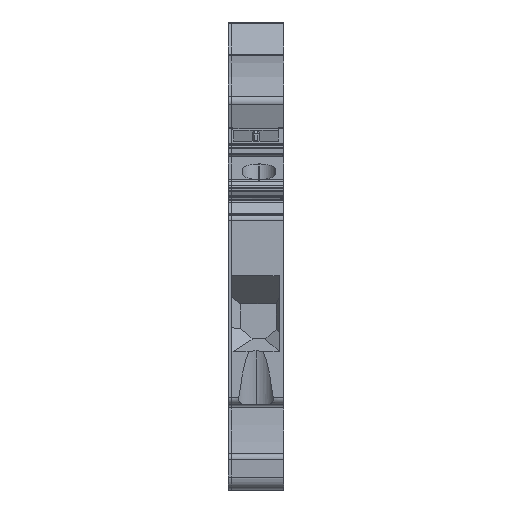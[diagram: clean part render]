
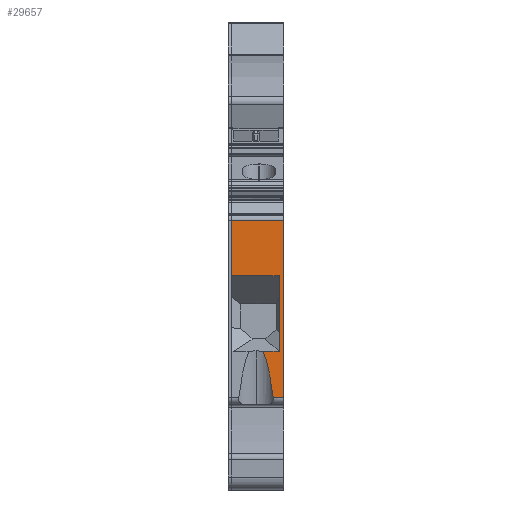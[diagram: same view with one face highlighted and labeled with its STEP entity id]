
A CAD part, front view. The second image highlights one B-rep face of the part: STEP entity #29657.
In plain terms, the highlighted planar face has unit normal (0, -1, 0).
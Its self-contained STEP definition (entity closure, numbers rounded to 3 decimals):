
#29596=AXIS2_PLACEMENT_3D('Plane Axis2P3D',#29593,#29594,#29595) ;
#22447=CARTESIAN_POINT('Vertex',(8.1,-0.001,39.214)) ;
#22450=CARTESIAN_POINT('Line Origine',(8.1,-0.001,26.332)) ;
#22454=CARTESIAN_POINT('Vertex',(8.1,-0.001,13.45)) ;
#29573=CARTESIAN_POINT('Line Origine',(4.05,-0.001,39.214)) ;
#29577=CARTESIAN_POINT('Vertex',(0.5,-0.001,39.214)) ;
#29593=CARTESIAN_POINT('Axis2P3D Location',(0.,-0.001,39.214)) ;
#29598=CARTESIAN_POINT('Line Origine',(3.95,-0.001,31.108)) ;
#29602=CARTESIAN_POINT('Vertex',(7.4,-0.001,31.108)) ;
#29604=CARTESIAN_POINT('Vertex',(0.5,-0.001,31.108)) ;
#29607=CARTESIAN_POINT('Line Origine',(7.4,-0.001,25.624)) ;
#29611=CARTESIAN_POINT('Vertex',(7.4,-0.001,20.14)) ;
#29614=CARTESIAN_POINT('Line Origine',(6.225,-0.001,20.14)) ;
#29618=CARTESIAN_POINT('Vertex',(5.049,-0.001,20.14)) ;
#29622=CARTESIAN_POINT('Control Point',(5.049,-0.001,20.14)) ;
#29623=CARTESIAN_POINT('Control Point',(5.239,-0.001,19.754)) ;
#29624=CARTESIAN_POINT('Control Point',(5.388,-0.001,19.348)) ;
#29625=CARTESIAN_POINT('Control Point',(5.519,-0.001,18.945)) ;
#29626=CARTESIAN_POINT('Control Point',(5.767,-0.001,18.07)) ;
#29627=CARTESIAN_POINT('Control Point',(5.964,-0.001,17.183)) ;
#29628=CARTESIAN_POINT('Control Point',(6.058,-0.001,16.716)) ;
#29629=CARTESIAN_POINT('Control Point',(6.227,-0.001,15.783)) ;
#29630=CARTESIAN_POINT('Control Point',(6.368,-0.001,14.846)) ;
#29631=CARTESIAN_POINT('Control Point',(6.431,-0.001,14.381)) ;
#29632=CARTESIAN_POINT('Control Point',(6.49,-0.001,13.916)) ;
#29633=CARTESIAN_POINT('Control Point',(6.544,-0.001,13.45)) ;
#29634=CARTESIAN_POINT('Vertex',(6.544,-0.001,13.45)) ;
#29637=CARTESIAN_POINT('Line Origine',(7.322,-0.001,13.45)) ;
#29642=CARTESIAN_POINT('Line Origine',(0.5,-0.001,35.161)) ;
#22451=DIRECTION('Vector Direction',(0.,0.,-1.)) ;
#29574=DIRECTION('Vector Direction',(1.,0.,0.)) ;
#29594=DIRECTION('Axis2P3D Direction',(0.,-1.,0.)) ;
#29595=DIRECTION('Axis2P3D XDirection',(0.,0.,-1.)) ;
#29599=DIRECTION('Vector Direction',(-1.,0.,0.)) ;
#29608=DIRECTION('Vector Direction',(0.,0.,-1.)) ;
#29615=DIRECTION('Vector Direction',(-1.,0.,0.)) ;
#29638=DIRECTION('Vector Direction',(1.,0.,0.)) ;
#29643=DIRECTION('Vector Direction',(0.,0.,-1.)) ;
#22452=VECTOR('Line Direction',#22451,1.) ;
#29575=VECTOR('Line Direction',#29574,1.) ;
#29600=VECTOR('Line Direction',#29599,1.) ;
#29609=VECTOR('Line Direction',#29608,1.) ;
#29616=VECTOR('Line Direction',#29615,1.) ;
#29639=VECTOR('Line Direction',#29638,1.) ;
#29644=VECTOR('Line Direction',#29643,1.) ;
#29648=ORIENTED_EDGE('',*,*,#29606,.F.) ;
#29649=ORIENTED_EDGE('',*,*,#29613,.T.) ;
#29650=ORIENTED_EDGE('',*,*,#29620,.T.) ;
#29651=ORIENTED_EDGE('',*,*,#29636,.T.) ;
#29652=ORIENTED_EDGE('',*,*,#29641,.T.) ;
#29653=ORIENTED_EDGE('',*,*,#22456,.F.) ;
#29654=ORIENTED_EDGE('',*,*,#29579,.F.) ;
#29655=ORIENTED_EDGE('',*,*,#29646,.T.) ;
#29657=ADVANCED_FACE('71288_SA_HTTB_6_PE_PLM001323.1\\MLD_HTTB_6_PE_PLM001323.1\\HTTB_6_PE',(#29656),#29597,.T.) ;
#29621=B_SPLINE_CURVE_WITH_KNOTS('',5,(#29622,#29623,#29624,#29625,#29626,#29627,#29628,#29629,#29630,#29631,#29632,#29633),.UNSPECIFIED.,.F.,.U.,(6,3,3,6),(0.,3.042,6.425,9.74),.UNSPECIFIED.) ;
#22456=EDGE_CURVE('',#22448,#22455,#22453,.T.) ;
#29579=EDGE_CURVE('',#29578,#22448,#29576,.T.) ;
#29606=EDGE_CURVE('',#29603,#29605,#29601,.T.) ;
#29613=EDGE_CURVE('',#29603,#29612,#29610,.T.) ;
#29620=EDGE_CURVE('',#29612,#29619,#29617,.T.) ;
#29636=EDGE_CURVE('',#29619,#29635,#29621,.T.) ;
#29641=EDGE_CURVE('',#29635,#22455,#29640,.T.) ;
#29646=EDGE_CURVE('',#29578,#29605,#29645,.T.) ;
#29647=EDGE_LOOP('',(#29648,#29649,#29650,#29651,#29652,#29653,#29654,#29655)) ;
#29656=FACE_OUTER_BOUND('',#29647,.T.) ;
#22453=LINE('Line',#22450,#22452) ;
#29576=LINE('Line',#29573,#29575) ;
#29601=LINE('Line',#29598,#29600) ;
#29610=LINE('Line',#29607,#29609) ;
#29617=LINE('Line',#29614,#29616) ;
#29640=LINE('Line',#29637,#29639) ;
#29645=LINE('Line',#29642,#29644) ;
#29597=PLANE('',#29596) ;
#22448=VERTEX_POINT('',#22447) ;
#22455=VERTEX_POINT('',#22454) ;
#29578=VERTEX_POINT('',#29577) ;
#29603=VERTEX_POINT('',#29602) ;
#29605=VERTEX_POINT('',#29604) ;
#29612=VERTEX_POINT('',#29611) ;
#29619=VERTEX_POINT('',#29618) ;
#29635=VERTEX_POINT('',#29634) ;
